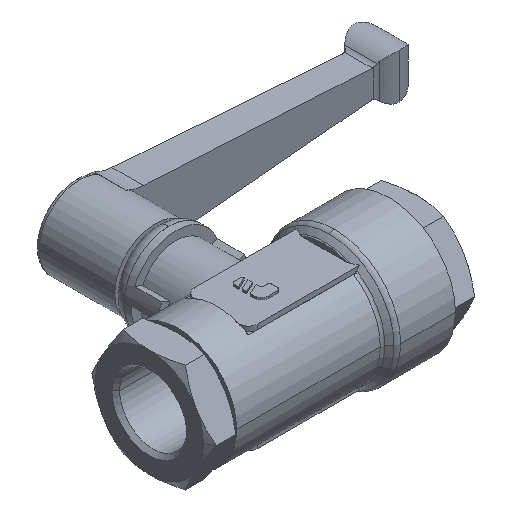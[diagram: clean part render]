
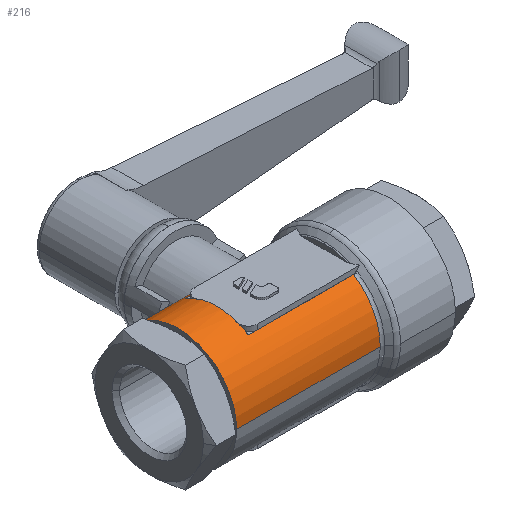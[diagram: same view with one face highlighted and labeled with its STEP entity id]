
A CAD part, isometric view. The second image highlights one B-rep face of the part: STEP entity #216.
In plain terms, the highlighted cylindrical face has radius 12.968 mm (diameter 25.936 mm), a partial arc.
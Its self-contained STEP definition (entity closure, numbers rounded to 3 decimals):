
#216=ADVANCED_FACE('',(#567),#568,.T.);
#567=FACE_OUTER_BOUND('',#926,.T.);
#568=CYLINDRICAL_SURFACE('',#927,12.968);
#926=EDGE_LOOP('',(#2333,#2334,#2335,#2336,#2337,#2338,#2339,#2340,#2341,#2342,#2343));
#927=AXIS2_PLACEMENT_3D('',#2344,#2345,#2346);
#2333=ORIENTED_EDGE('',*,*,#2362,.T.);
#2334=ORIENTED_EDGE('',*,*,#2668,.F.);
#2335=ORIENTED_EDGE('',*,*,#2651,.T.);
#2336=ORIENTED_EDGE('',*,*,#2670,.T.);
#2337=ORIENTED_EDGE('',*,*,#2649,.T.);
#2338=ORIENTED_EDGE('',*,*,#2663,.F.);
#2339=ORIENTED_EDGE('',*,*,#2366,.T.);
#2340=ORIENTED_EDGE('',*,*,#2453,.T.);
#2341=ORIENTED_EDGE('',*,*,#2452,.T.);
#2342=ORIENTED_EDGE('',*,*,#2364,.T.);
#2343=ORIENTED_EDGE('',*,*,#2350,.T.);
#2344=CARTESIAN_POINT('',(-5.621,0.0,0.0));
#2345=DIRECTION('',(1.0,0.0,0.0));
#2346=DIRECTION('',(0.0,-1.0,0.0));
#2350=EDGE_CURVE('',#2797,#2801,#2803,.T.);
#2362=EDGE_CURVE('',#2801,#2826,#2827,.T.);
#2364=EDGE_CURVE('',#2829,#2797,#2830,.T.);
#2366=EDGE_CURVE('',#2833,#2831,#2834,.T.);
#2452=EDGE_CURVE('',#2995,#2829,#2996,.T.);
#2453=EDGE_CURVE('',#2831,#2995,#2997,.T.);
#2649=EDGE_CURVE('',#3326,#3324,#3327,.T.);
#2651=EDGE_CURVE('',#3330,#3328,#3331,.T.);
#2663=EDGE_CURVE('',#2833,#3324,#3346,.T.);
#2668=EDGE_CURVE('',#3330,#2826,#3351,.T.);
#2670=EDGE_CURVE('',#3328,#3326,#3353,.T.);
#2797=VERTEX_POINT('',#3533);
#2801=VERTEX_POINT('',#3538);
#2803=CIRCLE('',#3541,12.968);
#2826=VERTEX_POINT('',#3568);
#2827=LINE('',#3569,#3570);
#2829=VERTEX_POINT('',#3572);
#2830=LINE('',#3573,#3574);
#2831=VERTEX_POINT('',#3575);
#2833=VERTEX_POINT('',#3610);
#2834=LINE('',#3611,#3612);
#2995=VERTEX_POINT('',#4081);
#2996=B_SPLINE_CURVE_WITH_KNOTS('',3,(#4082,#4083,#4084,#4085,#4086,#4087,#4088,#4089,#4090,#4091,#4092,#4093,#4094,#4095,#4096,#4097,#4098,#4099),.UNSPECIFIED.,.F.,.F.,(4,2,2,2,2,2,2,2,4),(0.0,1.564,3.127,4.691,6.255,7.807,9.359,10.911,12.463),.UNSPECIFIED.);
#2997=B_SPLINE_CURVE_WITH_KNOTS('',3,(#4100,#4101,#4102,#4103,#4104,#4105,#4106,#4107,#4108,#4109,#4110,#4111,#4112,#4113,#4114,#4115,#4116,#4117),.UNSPECIFIED.,.F.,.F.,(4,2,2,2,2,2,2,2,4),(37.39,38.942,40.494,42.046,43.598,45.162,46.726,48.289,49.853),.UNSPECIFIED.);
#3324=VERTEX_POINT('',#4798);
#3326=VERTEX_POINT('',#4809);
#3327=LINE('',#4810,#4811);
#3328=VERTEX_POINT('',#4812);
#3330=VERTEX_POINT('',#4815);
#3331=LINE('',#4816,#4817);
#3346=CIRCLE('',#4859,12.968);
#3351=CIRCLE('',#4864,12.968);
#3353=CIRCLE('',#4866,12.968);
#3533=CARTESIAN_POINT('',(-21.579,12.968,0.));
#3538=CARTESIAN_POINT('',(-21.579,-12.968,0.0));
#3541=AXIS2_PLACEMENT_3D('',#5619,#5620,#5621);
#3568=CARTESIAN_POINT('',(10.336,-12.968,0.));
#3569=CARTESIAN_POINT('',(-5.621,-12.968,0.));
#3570=VECTOR('',#5647,1.0);
#3572=CARTESIAN_POINT('',(-8.,12.968,0.));
#3573=CARTESIAN_POINT('',(-5.621,12.968,0.));
#3574=VECTOR('',#5651,1.0);
#3575=CARTESIAN_POINT('',(8.,12.968,0.));
#3610=CARTESIAN_POINT('',(10.336,12.968,0.));
#3611=CARTESIAN_POINT('',(-5.621,12.968,0.));
#3612=VECTOR('',#5652,1.0);
#4081=CARTESIAN_POINT('',(0.0,10.206,8.));
#4082=CARTESIAN_POINT('',(0.0,10.206,8.));
#4083=CARTESIAN_POINT('',(-0.521,10.206,8.));
#4084=CARTESIAN_POINT('',(-1.053,10.247,7.948));
#4085=CARTESIAN_POINT('',(-2.099,10.407,7.738));
#4086=CARTESIAN_POINT('',(-2.613,10.525,7.58));
#4087=CARTESIAN_POINT('',(-3.591,10.809,7.168));
#4088=CARTESIAN_POINT('',(-4.056,10.976,6.915));
#4089=CARTESIAN_POINT('',(-4.915,11.321,6.333));
#4090=CARTESIAN_POINT('',(-5.308,11.5,6.006));
#4091=CARTESIAN_POINT('',(-6.003,11.837,5.311));
#4092=CARTESIAN_POINT('',(-6.33,12.007,4.919));
#4093=CARTESIAN_POINT('',(-6.913,12.324,4.06));
#4094=CARTESIAN_POINT('',(-7.168,12.47,3.593));
#4095=CARTESIAN_POINT('',(-7.581,12.712,2.611));
#4096=CARTESIAN_POINT('',(-7.739,12.808,2.095));
#4097=CARTESIAN_POINT('',(-7.949,12.936,1.048));
#4098=CARTESIAN_POINT('',(-8.,12.968,0.517));
#4099=CARTESIAN_POINT('',(-8.,12.968,0.));
#4100=CARTESIAN_POINT('',(8.,12.968,0.));
#4101=CARTESIAN_POINT('',(8.,12.968,0.517));
#4102=CARTESIAN_POINT('',(7.949,12.936,1.048));
#4103=CARTESIAN_POINT('',(7.739,12.808,2.095));
#4104=CARTESIAN_POINT('',(7.581,12.712,2.611));
#4105=CARTESIAN_POINT('',(7.168,12.47,3.593));
#4106=CARTESIAN_POINT('',(6.913,12.324,4.06));
#4107=CARTESIAN_POINT('',(6.33,12.007,4.919));
#4108=CARTESIAN_POINT('',(6.003,11.837,5.311));
#4109=CARTESIAN_POINT('',(5.308,11.5,6.006));
#4110=CARTESIAN_POINT('',(4.915,11.321,6.333));
#4111=CARTESIAN_POINT('',(4.056,10.976,6.915));
#4112=CARTESIAN_POINT('',(3.591,10.809,7.168));
#4113=CARTESIAN_POINT('',(2.613,10.525,7.58));
#4114=CARTESIAN_POINT('',(2.099,10.407,7.738));
#4115=CARTESIAN_POINT('',(1.053,10.247,7.948));
#4116=CARTESIAN_POINT('',(0.521,10.206,8.));
#4117=CARTESIAN_POINT('',(0.0,10.206,8.));
#4798=CARTESIAN_POINT('',(10.336,7.01,10.91));
#4809=CARTESIAN_POINT('',(-13.0,7.01,10.91));
#4810=CARTESIAN_POINT('',(-1.332,7.01,10.91));
#4811=VECTOR('',#6110,1.0);
#4812=CARTESIAN_POINT('',(-13.0,-7.01,10.91));
#4815=CARTESIAN_POINT('',(10.336,-7.01,10.91));
#4816=CARTESIAN_POINT('',(-1.332,-7.01,10.91));
#4817=VECTOR('',#6112,1.0);
#4859=AXIS2_PLACEMENT_3D('',#6129,#6130,#6131);
#4864=AXIS2_PLACEMENT_3D('',#6144,#6145,#6146);
#4866=AXIS2_PLACEMENT_3D('',#6150,#6151,#6152);
#5619=CARTESIAN_POINT('',(-21.579,0.0,0.0));
#5620=DIRECTION('',(1.0,0.0,0.0));
#5621=DIRECTION('',(0.0,-1.0,0.0));
#5647=DIRECTION('',(1.0,0.0,0.0));
#5651=DIRECTION('',(-1.0,-0.0,-0.0));
#5652=DIRECTION('',(-1.0,-0.0,-0.0));
#6110=DIRECTION('',(1.0,0.0,0.0));
#6112=DIRECTION('',(-1.0,-0.0,-0.0));
#6129=CARTESIAN_POINT('',(10.336,0.0,0.0));
#6130=DIRECTION('',(1.0,0.0,0.0));
#6131=DIRECTION('',(0.0,-1.0,0.0));
#6144=CARTESIAN_POINT('',(10.336,0.0,0.0));
#6145=DIRECTION('',(1.0,0.0,0.0));
#6146=DIRECTION('',(0.0,-1.0,0.0));
#6150=CARTESIAN_POINT('',(-13.0,0.0,0.0));
#6151=DIRECTION('',(-1.0,-0.0,0.0));
#6152=DIRECTION('',(0.0,-1.0,0.0));
